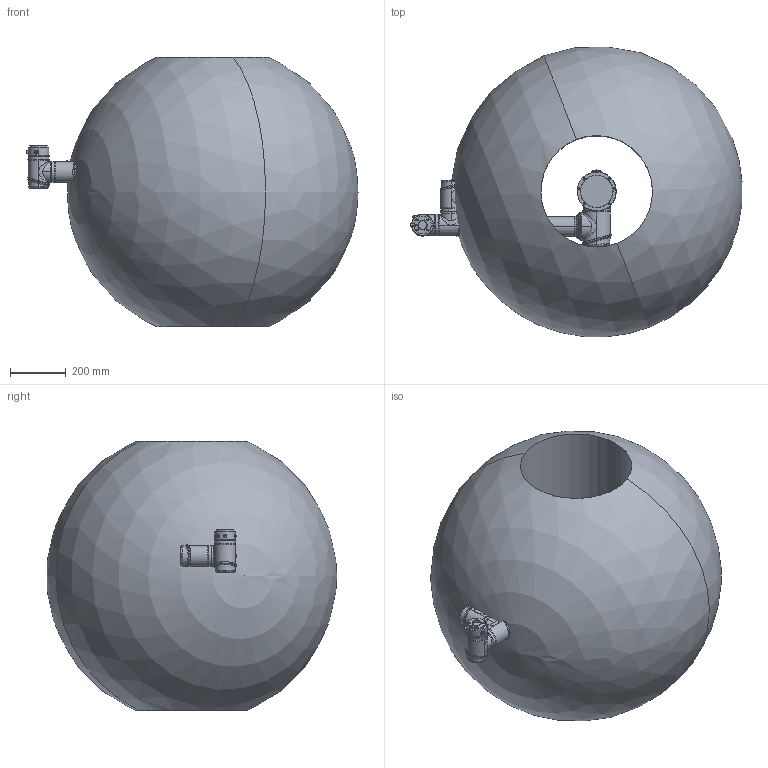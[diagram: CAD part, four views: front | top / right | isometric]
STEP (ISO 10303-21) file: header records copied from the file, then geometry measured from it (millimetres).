
FILE_DESCRIPTION (( 'STEP AP214' ), '1' );
FILE_NAME ('iS3-堍雄毓峓.STEP', '2025-10-30T09:16:30', ( '' ), ( '' ), 'SwSTEP 2.0', 'SolidWorks 2024', '' );
FILE_SCHEMA (( 'AUTOMOTIVE_DESIGN' ));
Length unit declared in the file: millimetre
Products named in the file (9): is3运动范围; iS3-ID5; iS3-运动范围; iS3-大臂-简化; M20P-关节简化（ID1-iS3）; iS3-底座; iS3-小臂-简化; iS3-ID6; iS3-末端（简化a）
Assembly tree (8 placements, depth 2):
  iS3-运动范围
    iS3-ID5
    iS3-ID6
    iS3-大臂-简化
    iS3-底座
    iS3-末端（简化a）
    M20P-关节简化（ID1-iS3）
    iS3-小臂-简化
    is3运动范围
Bounding box: 1191.33 x 1039.29 x 965.41 mm (x, y, z)
Volume: 478913240 mm3; surface area: 4912181.2 mm2
Topology: 11 solids, 36 shells, 2325 faces, 6189 edges, 4056 vertices
Faces by surface type: plane 838, cylinder 658, bspline 349, cone 212, torus 204, sphere 64
Entity records: 151956 total; most frequent: CARTESIAN_POINT 76255, ORIENTED_EDGE 12320, DIRECTION 10627, EDGE_CURVE 6160, AXIS2_PLACEMENT_3D 4310, VERTEX_POINT 4053, EDGE_LOOP 2507, FACE_OUTER_BOUND 2325
